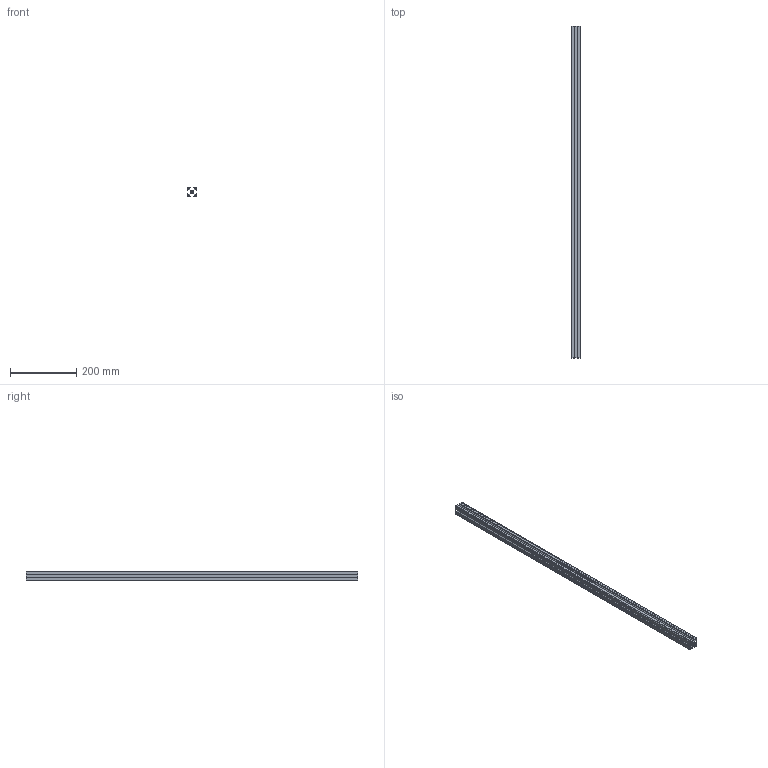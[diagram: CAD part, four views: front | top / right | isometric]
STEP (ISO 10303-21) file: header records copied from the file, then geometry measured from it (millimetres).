
FILE_DESCRIPTION(('STEP AP203'),'1');
FILE_NAME('BASE08B0017.stp','2023-10-13T07:12:28',(' '),(' '),'Spatial InterOp 3D',' ',' ');
FILE_SCHEMA(('CONFIG_CONTROL_DESIGN'));
Length unit declared in the file: millimetre
Products named in the file (1): Profilé 8 30x30
Bounding box: 30 x 1000 x 30 mm (x, y, z)
Volume: 335918.1 mm3; surface area: 346484.2 mm2
Topology: 1 solids, 1 shells, 114 faces, 336 edges, 224 vertices
Faces by surface type: plane 82, cylinder 32
Entity records: 3926 total; most frequent: CARTESIAN_POINT 675, ORIENTED_EDGE 672, DIRECTION 630, EDGE_CURVE 336, LINE 272, VECTOR 272, VERTEX_POINT 224, AXIS2_PLACEMENT_3D 179
